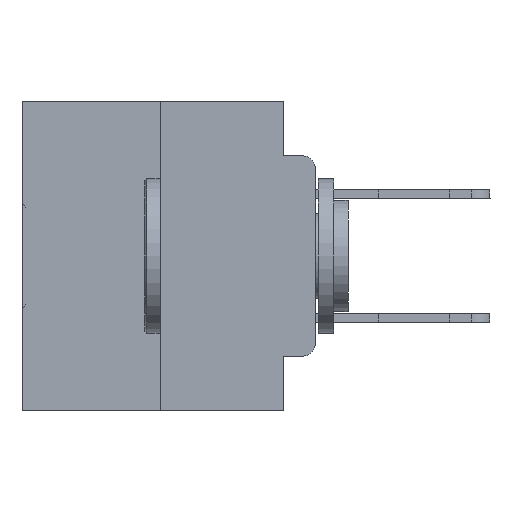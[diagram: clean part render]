
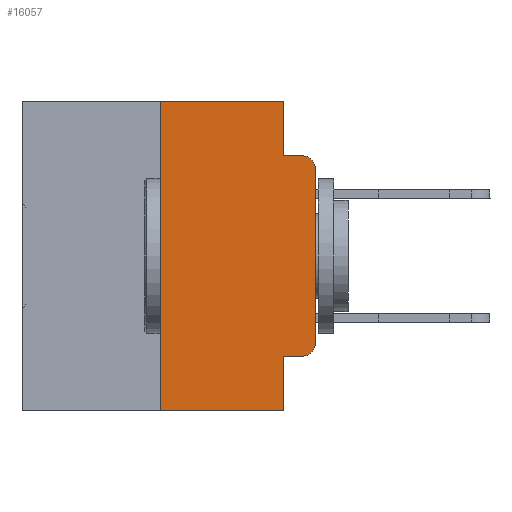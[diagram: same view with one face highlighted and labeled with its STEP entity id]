
A CAD part, left-side view. The second image highlights one B-rep face of the part: STEP entity #16057.
In plain terms, the highlighted planar face has unit normal (-1, 0, 0).
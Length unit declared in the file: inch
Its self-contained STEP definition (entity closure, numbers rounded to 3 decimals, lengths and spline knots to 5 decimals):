
#154 = AXIS2_PLACEMENT_3D ( 'NONE', #24067, #8707, #26661 ) ;
#359 = ORIENTED_EDGE ( 'NONE', *, *, #30238, .T. ) ;
#735 = VERTEX_POINT ( 'NONE', #19909 ) ;
#969 = LINE ( 'NONE', #19552, #13896 ) ;
#1128 = CARTESIAN_POINT ( 'NONE',  ( 0., 0.473, 0. ) ) ;
#1411 = DIRECTION ( 'NONE',  ( 1., 0., 0. ) ) ;
#2044 = ORIENTED_EDGE ( 'NONE', *, *, #23254, .F. ) ;
#3020 = CARTESIAN_POINT ( 'NONE',  ( 0., 0.02, -0.1085 ) ) ;
#3264 = LINE ( 'NONE', #19335, #17718 ) ;
#3767 = DIRECTION ( 'NONE',  ( 0., -1., 0. ) ) ;
#4091 = VECTOR ( 'NONE', #15356, 39.37008 ) ;
#4666 = VERTEX_POINT ( 'NONE', #18099 ) ;
#5151 = VECTOR ( 'NONE', #27733, 39.37008 ) ;
#5529 = LINE ( 'NONE', #14571, #11564 ) ;
#5633 = DIRECTION ( 'NONE',  ( 0., 0., -1. ) ) ;
#5761 = CARTESIAN_POINT ( 'NONE',  ( 0., 0., -0.1085 ) ) ;
#6389 = VECTOR ( 'NONE', #15078, 39.37008 ) ;
#6664 = VERTEX_POINT ( 'NONE', #14779 ) ;
#6677 = VERTEX_POINT ( 'NONE', #27471 ) ;
#8001 = VERTEX_POINT ( 'NONE', #17698 ) ;
#8707 = DIRECTION ( 'NONE',  ( -1., 0., 0. ) ) ;
#9327 = ORIENTED_EDGE ( 'NONE', *, *, #12980, .T. ) ;
#9384 = DIRECTION ( 'NONE',  ( 0., 0., -1. ) ) ;
#9615 = AXIS2_PLACEMENT_3D ( 'NONE', #16819, #1411, #19369 ) ;
#10117 = LINE ( 'NONE', #1128, #22914 ) ;
#11274 = EDGE_CURVE ( 'NONE', #25404, #22160, #13343, .T. ) ;
#11329 = EDGE_CURVE ( 'NONE', #4666, #20450, #10117, .T. ) ;
#11393 = LINE ( 'NONE', #21122, #24214 ) ;
#11564 = VECTOR ( 'NONE', #32533, 39.37008 ) ;
#12518 = CARTESIAN_POINT ( 'NONE',  ( 0., 0.051, -0.4115 ) ) ;
#12781 = EDGE_LOOP ( 'NONE', ( #359, #14934, #2044, #24154, #18120, #13737, #27415, #22136, #9327, #16133 ) ) ;
#12980 = EDGE_CURVE ( 'NONE', #735, #25404, #13211, .T. ) ;
#13211 = LINE ( 'NONE', #12518, #6389 ) ;
#13343 = CIRCLE ( 'NONE', #154, 0.02 ) ;
#13737 = ORIENTED_EDGE ( 'NONE', *, *, #18111, .F. ) ;
#13896 = VECTOR ( 'NONE', #9384, 39.37008 ) ;
#14571 = CARTESIAN_POINT ( 'NONE',  ( 0., 0.25, 0. ) ) ;
#14711 = EDGE_CURVE ( 'NONE', #735, #8001, #969, .T. ) ;
#14779 = CARTESIAN_POINT ( 'NONE',  ( 0., 0.25, -0.5 ) ) ;
#14876 = FACE_OUTER_BOUND ( 'NONE', #12781, .T. ) ;
#14934 = ORIENTED_EDGE ( 'NONE', *, *, #28473, .T. ) ;
#15078 = DIRECTION ( 'NONE',  ( 0., -1., 0. ) ) ;
#15356 = DIRECTION ( 'NONE',  ( 0., 0., 1. ) ) ;
#16057 = ADVANCED_FACE ( 'NONE', ( #14876 ), #32224, .F. ) ;
#16133 = ORIENTED_EDGE ( 'NONE', *, *, #11274, .T. ) ;
#16541 = CARTESIAN_POINT ( 'NONE',  ( 0., 0.051, 0. ) ) ;
#16673 = DIRECTION ( 'NONE',  ( 0., 0., -1. ) ) ;
#16819 = CARTESIAN_POINT ( 'NONE',  ( 0., 0.473, 0. ) ) ;
#16859 = CARTESIAN_POINT ( 'NONE',  ( 0., 0., -0.3915 ) ) ;
#17698 = CARTESIAN_POINT ( 'NONE',  ( 0., 0.051, -0.5 ) ) ;
#17708 = LINE ( 'NONE', #20367, #4091 ) ;
#17718 = VECTOR ( 'NONE', #16673, 39.37008 ) ;
#18099 = CARTESIAN_POINT ( 'NONE',  ( 0., 0.25, 0. ) ) ;
#18111 = EDGE_CURVE ( 'NONE', #6664, #4666, #5529, .T. ) ;
#18120 = ORIENTED_EDGE ( 'NONE', *, *, #11329, .F. ) ;
#18765 = LINE ( 'NONE', #25093, #5151 ) ;
#19335 = CARTESIAN_POINT ( 'NONE',  ( 0., 0.051, 0. ) ) ;
#19369 = DIRECTION ( 'NONE',  ( 0., 0., -1. ) ) ;
#19552 = CARTESIAN_POINT ( 'NONE',  ( 0., 0.051, 0. ) ) ;
#19909 = CARTESIAN_POINT ( 'NONE',  ( 0., 0.051, -0.4115 ) ) ;
#20367 = CARTESIAN_POINT ( 'NONE',  ( 0., 0., 0. ) ) ;
#20450 = VERTEX_POINT ( 'NONE', #16541 ) ;
#20945 = DIRECTION ( 'NONE',  ( -1., 0., 0. ) ) ;
#21122 = CARTESIAN_POINT ( 'NONE',  ( 0., 0.051, -0.0885 ) ) ;
#21548 = EDGE_CURVE ( 'NONE', #20450, #25888, #3264, .T. ) ;
#21957 = VERTEX_POINT ( 'NONE', #5761 ) ;
#22136 = ORIENTED_EDGE ( 'NONE', *, *, #14711, .F. ) ;
#22160 = VERTEX_POINT ( 'NONE', #16859 ) ;
#22170 = CARTESIAN_POINT ( 'NONE',  ( 0., 0.051, -0.0885 ) ) ;
#22914 = VECTOR ( 'NONE', #3767, 39.37008 ) ;
#23254 = EDGE_CURVE ( 'NONE', #25888, #6677, #11393, .T. ) ;
#23387 = AXIS2_PLACEMENT_3D ( 'NONE', #3020, #20945, #5633 ) ;
#23713 = DIRECTION ( 'NONE',  ( 0., -1., 0. ) ) ;
#24067 = CARTESIAN_POINT ( 'NONE',  ( 0., 0.02, -0.3915 ) ) ;
#24154 = ORIENTED_EDGE ( 'NONE', *, *, #21548, .F. ) ;
#24214 = VECTOR ( 'NONE', #23713, 39.37008 ) ;
#25093 = CARTESIAN_POINT ( 'NONE',  ( 0., 0.473, -0.5 ) ) ;
#25404 = VERTEX_POINT ( 'NONE', #25442 ) ;
#25442 = CARTESIAN_POINT ( 'NONE',  ( 0., 0.02, -0.4115 ) ) ;
#25888 = VERTEX_POINT ( 'NONE', #22170 ) ;
#26661 = DIRECTION ( 'NONE',  ( 0., 0., -1. ) ) ;
#27415 = ORIENTED_EDGE ( 'NONE', *, *, #32807, .T. ) ;
#27471 = CARTESIAN_POINT ( 'NONE',  ( 0., 0.02, -0.0885 ) ) ;
#27733 = DIRECTION ( 'NONE',  ( 0., -1., 0. ) ) ;
#28473 = EDGE_CURVE ( 'NONE', #21957, #6677, #33169, .T. ) ;
#30238 = EDGE_CURVE ( 'NONE', #22160, #21957, #17708, .T. ) ;
#32224 = PLANE ( 'NONE',  #9615 ) ;
#32533 = DIRECTION ( 'NONE',  ( 0., 0., 1. ) ) ;
#32807 = EDGE_CURVE ( 'NONE', #6664, #8001, #18765, .T. ) ;
#33169 = CIRCLE ( 'NONE', #23387, 0.02 ) ;
